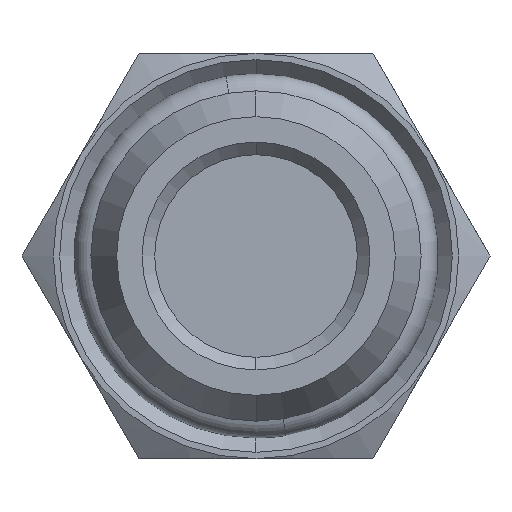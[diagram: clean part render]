
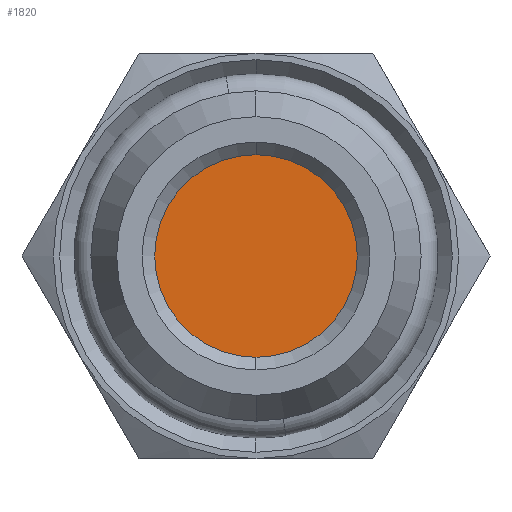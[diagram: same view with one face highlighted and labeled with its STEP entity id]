
A CAD part, front view. The second image highlights one B-rep face of the part: STEP entity #1820.
In plain terms, the highlighted planar face has unit normal (0, -1, 0).
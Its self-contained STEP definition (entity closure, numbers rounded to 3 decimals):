
#158 = CARTESIAN_POINT ( 'NONE',  ( 0., 1.46, 0. ) ) ;
#161 = PLANE ( 'NONE',  #2100 ) ;
#163 = DIRECTION ( 'NONE',  ( 0., -1., 0. ) ) ;
#164 = DIRECTION ( 'NONE',  ( 0., 0., -1. ) ) ;
#343 = EDGE_LOOP ( 'NONE', ( #1983, #1984 ) ) ;
#874 = CARTESIAN_POINT ( 'NONE',  ( 0., 1.46, 0. ) ) ;
#875 = DIRECTION ( 'NONE',  ( 0., 1., 0. ) ) ;
#876 = DIRECTION ( 'NONE',  ( 0., 0., -1. ) ) ;
#933 = AXIS2_PLACEMENT_3D ( 'NONE', #874, #875, #876 ) ;
#1120 = CARTESIAN_POINT ( 'NONE',  ( 0., 1.46, -4. ) ) ;
#1314 = CARTESIAN_POINT ( 'NONE',  ( 0., 1.46, 4. ) ) ;
#1463 = CIRCLE ( 'NONE', #933, 4. ) ;
#1504 = CARTESIAN_POINT ( 'NONE',  ( 0., 1.46, 0. ) ) ;
#1505 = DIRECTION ( 'NONE',  ( 0., 1., 0. ) ) ;
#1506 = DIRECTION ( 'NONE',  ( 0., 0., -1. ) ) ;
#1546 = EDGE_CURVE ( 'NONE', #2371, #2289, #2398, .T. ) ;
#1820 = ADVANCED_FACE ( 'NONE', ( #2165 ), #161, .T. ) ;
#1983 = ORIENTED_EDGE ( 'NONE', *, *, #1546, .F. ) ;
#1984 = ORIENTED_EDGE ( 'NONE', *, *, #2851, .F. ) ;
#2016 = AXIS2_PLACEMENT_3D ( 'NONE', #1504, #1505, #1506 ) ;
#2100 = AXIS2_PLACEMENT_3D ( 'NONE', #158, #163, #164 ) ;
#2165 = FACE_OUTER_BOUND ( 'NONE', #343, .T. ) ;
#2289 = VERTEX_POINT ( 'NONE', #1314 ) ;
#2371 = VERTEX_POINT ( 'NONE', #1120 ) ;
#2398 = CIRCLE ( 'NONE', #2016, 4. ) ;
#2851 = EDGE_CURVE ( 'NONE', #2289, #2371, #1463, .T. ) ;
